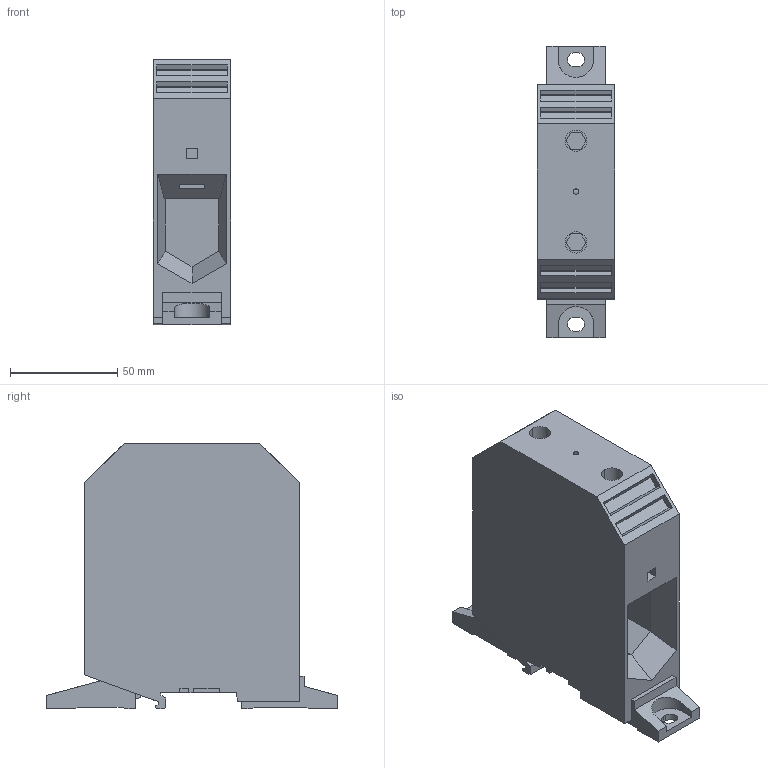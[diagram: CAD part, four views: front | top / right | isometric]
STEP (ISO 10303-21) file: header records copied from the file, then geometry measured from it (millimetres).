
FILE_DESCRIPTION(('Creo Elements/Direct Modeling STEP Export'),'2;1');
FILE_NAME('model.stp','2020-05-28T13:23:22',(''),(''),'Creo Elements/Direct Modeling STEP processor for AP214 (Solid Model)','Creo Elements/Direct Modeling 20.1A 29-Sep-2018 (C) Parametric Technology GmbH','');
FILE_SCHEMA(('AUTOMOTIVE_DESIGN { 1 0 10303 214 1 1 1 1 }'));
Length unit declared in the file: millimetre
Products named in the file (2): UKH_240_F-select
Assembly tree (1 placements, depth 2):
  UKH_240_F-select
    UKH_240_F-select
Bounding box: 36 x 136.1 x 124 mm (x, y, z)
Volume: 338023.2 mm3; surface area: 56525 mm2
Topology: 1 solids, 1 shells, 178 faces, 474 edges, 314 vertices
Faces by surface type: plane 163, cylinder 15
Entity records: 7101 total; most frequent: CARTESIAN_POINT 1244, ORIENTED_EDGE 948, DIRECTION 820, EDGE_CURVE 474, VECTOR 436, LINE 436, VERTEX_POINT 314, EDGE_LOOP 198
